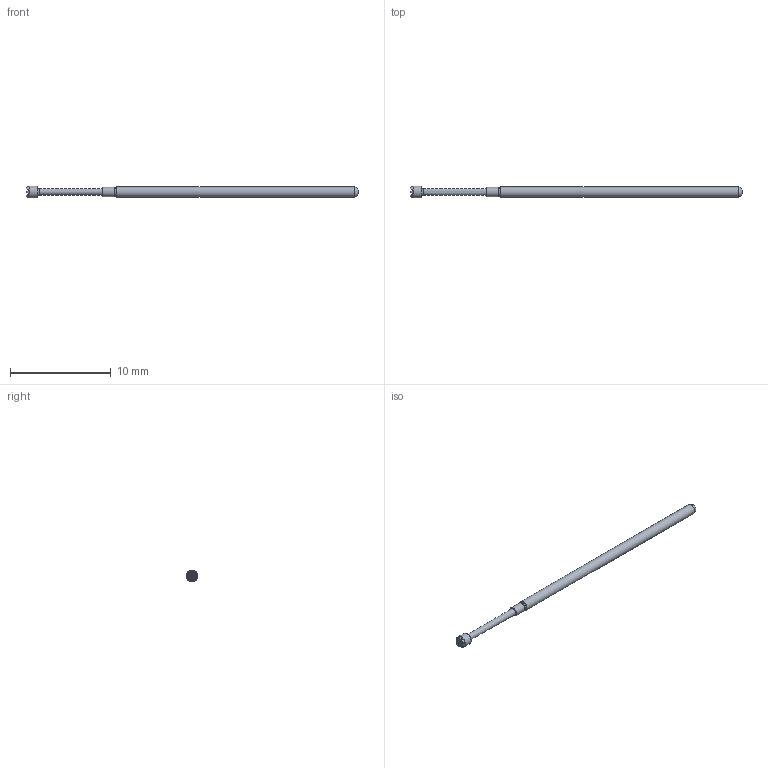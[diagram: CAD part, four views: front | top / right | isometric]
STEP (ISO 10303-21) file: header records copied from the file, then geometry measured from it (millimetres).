
FILE_DESCRIPTION (( 'STEP AP214' ), '1' );
FILE_NAME ('075-PR_2509_-_.STEP', '2017-10-12T16:43:53', ( '' ), ( '' ), 'SwSTEP 2.0', 'SolidWorks 2017', '' );
FILE_SCHEMA (( 'AUTOMOTIVE_DESIGN' ));
Length unit declared in the file: inch
Products named in the file (1): 075-PR_2509_-_
Bounding box: 33.02 x 1.17 x 1.17 mm (x, y, z)
Volume: 23.8 mm3; surface area: 100.7 mm2
Topology: 1 solids, 1 shells, 117 faces, 307 edges, 193 vertices
Faces by surface type: bspline 54, cone 52, cylinder 6, torus 3, plane 2
Full cylindrical faces by diameter (mm): 0.914 x1, 1.021 x1, 1.168 x1
Entity records: 6676 total; most frequent: CARTESIAN_POINT 2823, ORIENTED_EDGE 588, DIRECTION 324, EDGE_CURVE 294, B_SPLINE_CURVE_WITH_KNOTS 196, VERTEX_POINT 190, AXIS2_PLACEMENT_3D 162, EDGE_LOOP 128
